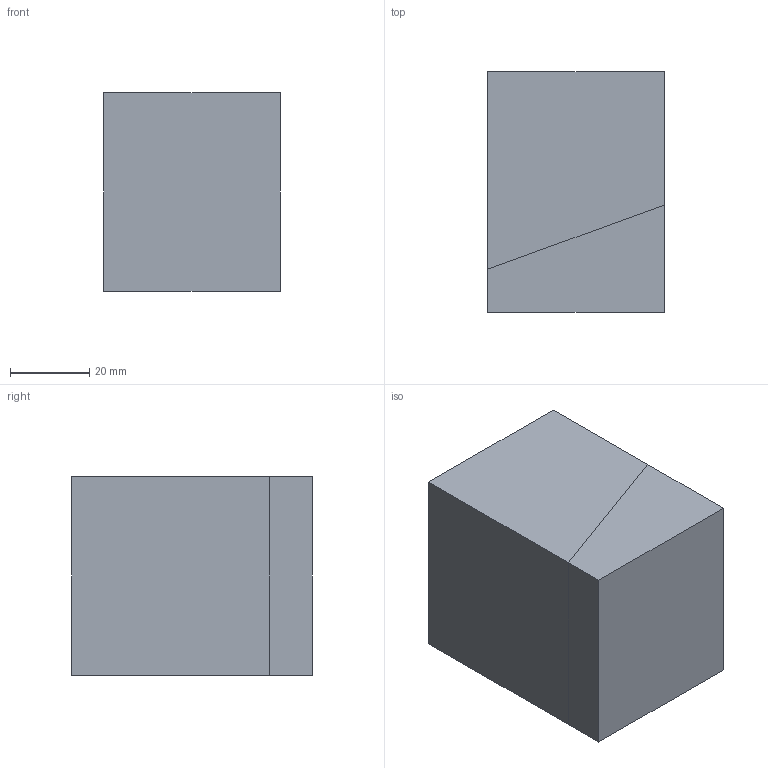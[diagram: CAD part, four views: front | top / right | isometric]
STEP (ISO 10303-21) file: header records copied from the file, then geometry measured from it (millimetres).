
FILE_DESCRIPTION (( 'STEP AP203' ), '1' );
FILE_NAME ('usbegg simple.STEP', '2016-11-16T13:00:48', ( '' ), ( '' ), 'SwSTEP 2.0', 'SolidWorks 2016', '' );
FILE_SCHEMA (( 'CONFIG_CONTROL_DESIGN' ));
Length unit declared in the file: millimetre
Products named in the file (1): usbegg simple
Bounding box: 44.52 x 60.73 x 50 mm (x, y, z)
Volume: 135190.9 mm3; surface area: 40819.7 mm2
Topology: 3 solids, 3 shells, 840 faces, 2026 edges, 1122 vertices
Faces by surface type: cylinder 292, bspline 232, plane 202, sphere 114
Entity records: 84112 total; most frequent: CARTESIAN_POINT 67294, ORIENTED_EDGE 3856, DIRECTION 3046, EDGE_CURVE 1928, AXIS2_PLACEMENT_3D 1177, VERTEX_POINT 1114, EDGE_LOOP 862, FACE_OUTER_BOUND 840
